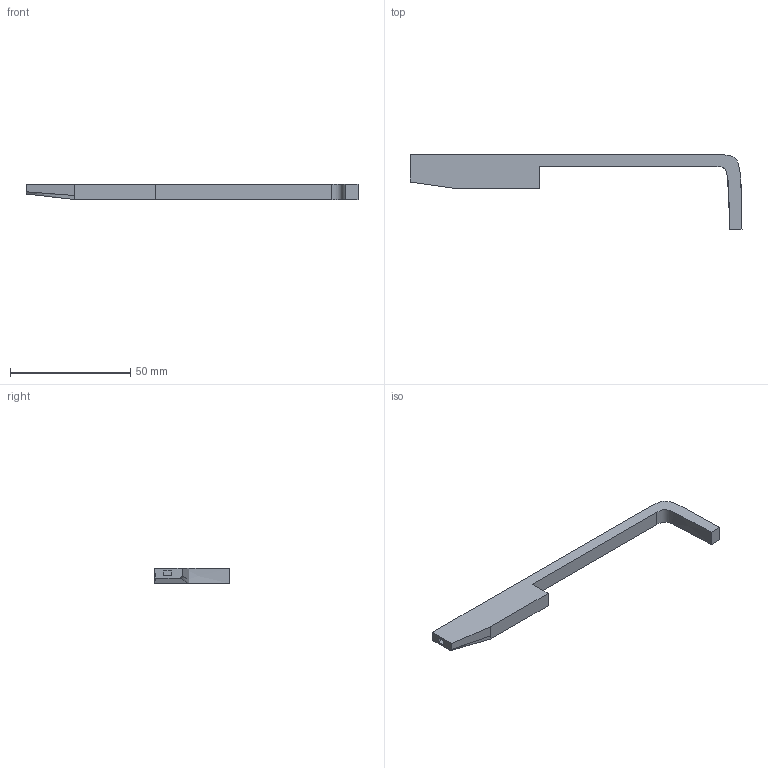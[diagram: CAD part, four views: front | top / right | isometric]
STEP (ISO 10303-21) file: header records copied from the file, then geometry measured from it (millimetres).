
FILE_DESCRIPTION(/* description */ (''),/* implementation_level */ '2;1');
FILE_NAME(/* name */ 'Glasses Battery Arm v2.step',/* time_stamp */ '2025-07-27T13:04:00-04:00',/* author */ (''),/* organization */ (''),/* preprocessor_version */ 'ST-DEVELOPER v20.1',/* originating_system */ 'Autodesk Translation Framework v14.10.0.0',/* authorisation */ '');
FILE_SCHEMA (('AUTOMOTIVE_DESIGN { 1 0 10303 214 3 1 1 }'));
Length unit declared in the file: millimetre
Products named in the file (1): Glasses Battery Arm
Bounding box: 138.2 x 31.2 x 6.3 mm (x, y, z)
Volume: 5882.9 mm3; surface area: 6177.2 mm2
Topology: 1 solids, 1 shells, 24 faces, 61 edges, 40 vertices
Faces by surface type: plane 20, bspline 4
Entity records: 774 total; most frequent: CARTESIAN_POINT 190, ORIENTED_EDGE 122, DIRECTION 97, EDGE_CURVE 61, LINE 55, VECTOR 55, VERTEX_POINT 40, EDGE_LOOP 25
